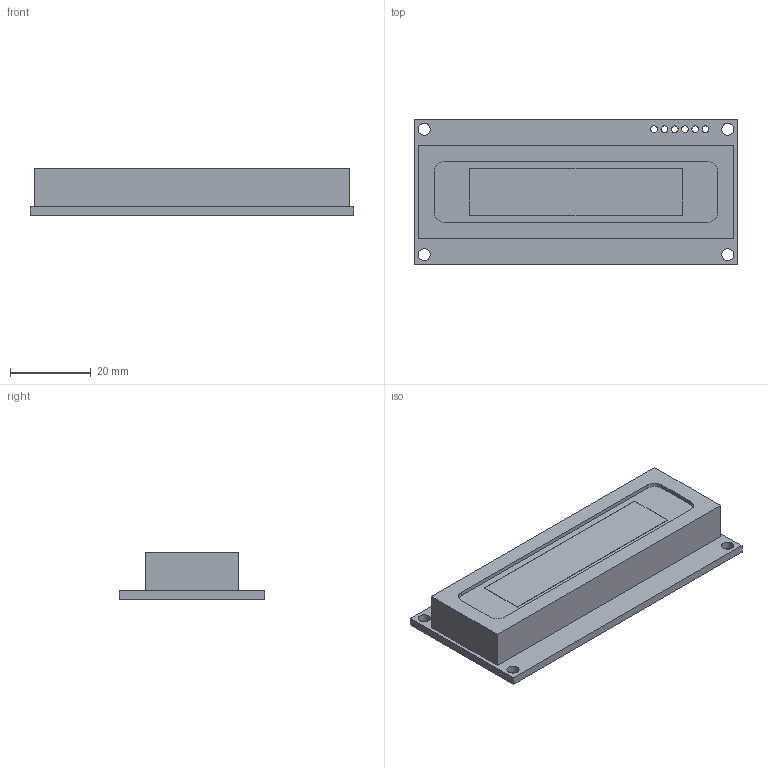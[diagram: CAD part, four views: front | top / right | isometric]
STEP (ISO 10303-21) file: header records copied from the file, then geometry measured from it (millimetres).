
FILE_DESCRIPTION(/* description */ ('STEP AP242','CAx-IF Rec.Pracs.---Representation and Presentation of Product Manufacturing Information (PMI)---4.0---2014-10-13','CAx-IF Rec.Pracs.---3D Tessellated Geometry---0.4---2014-09-14','2;1'),/* implementation_level */ '2;1');
FILE_NAME(/* name */ '617120fd0856e60e3a61e9d4',/* time_stamp */ '2021-10-21T08:12:45+00:00',/* author */ (''),/* organization */ (''),/* preprocessor_version */ 'ST-DEVELOPER v18.1',/* originating_system */ ' ',/* authorisation */ ' ');
FILE_SCHEMA (('AP242_MANAGED_MODEL_BASED_3D_ENGINEERING_MIM_LF { 1 0 10303 442 1 1 4 }'));
Length unit declared in the file: metre
Products named in the file (2): Part 2; Part 1
Bounding box: 80 x 36 x 11.4 mm (x, y, z)
Volume: 21555.3 mm3; surface area: 9559.2 mm2
Topology: 2 solids, 2 shells, 36 faces, 90 edges, 60 vertices
Faces by surface type: plane 22, cylinder 14
Full cylindrical faces by diameter (mm): 1.7 x6, 3 x4
Entity records: 1374 total; most frequent: DIRECTION 184, CARTESIAN_POINT 178, ORIENTED_EDGE 160, EDGE_CURVE 80, EDGE_LOOP 68, FACE_BOUND 68, AXIS2_PLACEMENT_3D 66, VERTEX_POINT 60
